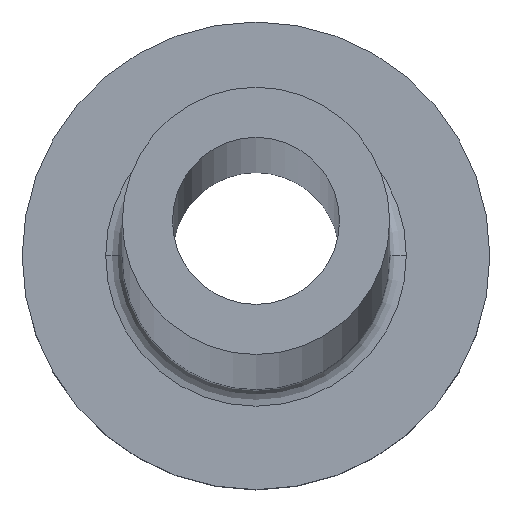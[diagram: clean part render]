
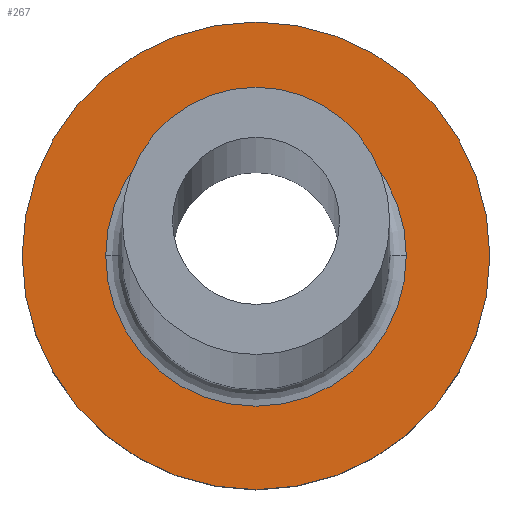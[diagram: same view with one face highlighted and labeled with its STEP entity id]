
A CAD part, top view. The second image highlights one B-rep face of the part: STEP entity #267.
In plain terms, the highlighted planar face has unit normal (0, 0, 1).
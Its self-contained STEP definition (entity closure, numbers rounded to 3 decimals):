
#7 = CARTESIAN_POINT ( 'NONE',  ( 0., 0., 5. ) ) ;
#12 = ORIENTED_EDGE ( 'NONE', *, *, #78, .T. ) ;
#32 = CIRCLE ( 'NONE', #63, 7. ) ;
#38 = EDGE_LOOP ( 'NONE', ( #325, #12 ) ) ;
#45 = VERTEX_POINT ( 'NONE', #341 ) ;
#47 = CIRCLE ( 'NONE', #336, 7. ) ;
#60 = CARTESIAN_POINT ( 'NONE',  ( 0., 0., 5. ) ) ;
#63 = AXIS2_PLACEMENT_3D ( 'NONE', #348, #171, #377 ) ;
#65 = AXIS2_PLACEMENT_3D ( 'NONE', #7, #148, #126 ) ;
#68 = DIRECTION ( 'NONE',  ( 1., 0., 0. ) ) ;
#78 = EDGE_CURVE ( 'NONE', #187, #167, #32, .T. ) ;
#89 = CARTESIAN_POINT ( 'NONE',  ( 0., 0., 5. ) ) ;
#95 = EDGE_LOOP ( 'NONE', ( #248, #155 ) ) ;
#98 = EDGE_CURVE ( 'NONE', #45, #275, #294, .T. ) ;
#99 = PLANE ( 'NONE',  #65 ) ;
#115 = CIRCLE ( 'NONE', #268, 4.5 ) ;
#123 = DIRECTION ( 'NONE',  ( 0., 0., -1. ) ) ;
#126 = DIRECTION ( 'NONE',  ( 1., 0., 0. ) ) ;
#128 = FACE_OUTER_BOUND ( 'NONE', #38, .T. ) ;
#140 = DIRECTION ( 'NONE',  ( 1., 0., 0. ) ) ;
#148 = DIRECTION ( 'NONE',  ( 0., 0., 1. ) ) ;
#155 = ORIENTED_EDGE ( 'NONE', *, *, #98, .T. ) ;
#156 = AXIS2_PLACEMENT_3D ( 'NONE', #89, #343, #140 ) ;
#161 = CARTESIAN_POINT ( 'NONE',  ( 0., 0., 5. ) ) ;
#167 = VERTEX_POINT ( 'NONE', #314 ) ;
#171 = DIRECTION ( 'NONE',  ( 0., 0., 1. ) ) ;
#187 = VERTEX_POINT ( 'NONE', #345 ) ;
#190 = DIRECTION ( 'NONE',  ( 0., 0., 1. ) ) ;
#215 = FACE_BOUND ( 'NONE', #95, .T. ) ;
#216 = CARTESIAN_POINT ( 'NONE',  ( 4.5, 0., 5. ) ) ;
#248 = ORIENTED_EDGE ( 'NONE', *, *, #295, .T. ) ;
#267 = ADVANCED_FACE ( 'NONE', ( #215, #128 ), #99, .T. ) ;
#268 = AXIS2_PLACEMENT_3D ( 'NONE', #161, #123, #68 ) ;
#275 = VERTEX_POINT ( 'NONE', #216 ) ;
#294 = CIRCLE ( 'NONE', #156, 4.5 ) ;
#295 = EDGE_CURVE ( 'NONE', #275, #45, #115, .T. ) ;
#303 = DIRECTION ( 'NONE',  ( 1., 0., 0. ) ) ;
#314 = CARTESIAN_POINT ( 'NONE',  ( -7., 0., 5. ) ) ;
#325 = ORIENTED_EDGE ( 'NONE', *, *, #344, .T. ) ;
#336 = AXIS2_PLACEMENT_3D ( 'NONE', #60, #190, #303 ) ;
#341 = CARTESIAN_POINT ( 'NONE',  ( -4.5, 0., 5. ) ) ;
#343 = DIRECTION ( 'NONE',  ( 0., 0., -1. ) ) ;
#344 = EDGE_CURVE ( 'NONE', #167, #187, #47, .T. ) ;
#345 = CARTESIAN_POINT ( 'NONE',  ( 7., 0., 5. ) ) ;
#348 = CARTESIAN_POINT ( 'NONE',  ( 0., 0., 5. ) ) ;
#377 = DIRECTION ( 'NONE',  ( 1., 0., 0. ) ) ;
